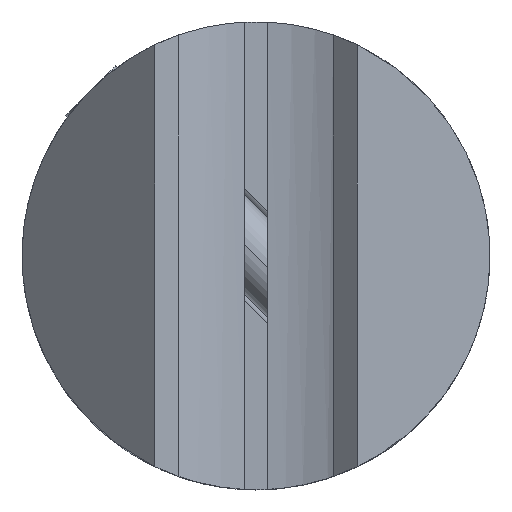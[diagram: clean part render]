
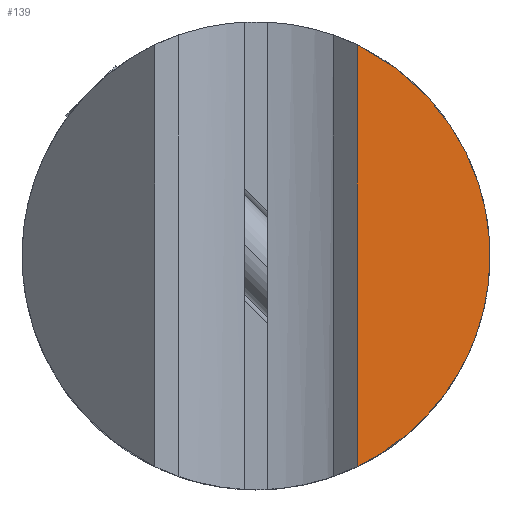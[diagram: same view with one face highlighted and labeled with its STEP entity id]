
A CAD part, top view. The second image highlights one B-rep face of the part: STEP entity #139.
In plain terms, the highlighted planar face has unit normal (0.707, 0, 0.707).
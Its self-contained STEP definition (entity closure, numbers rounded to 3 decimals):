
#31 =( BOUNDED_CURVE ( )  B_SPLINE_CURVE ( 3, ( #1387, #1771, #636, #70 ),
 .UNSPECIFIED., .F., .F. ) 
 B_SPLINE_CURVE_WITH_KNOTS ( ( 4, 4 ),
 ( 2.018, 4.265 ),
 .UNSPECIFIED. ) 
 CURVE ( )  GEOMETRIC_REPRESENTATION_ITEM ( )  RATIONAL_B_SPLINE_CURVE ( ( 1., 0.622, 0.622, 1. ) ) 
 REPRESENTATION_ITEM ( '' )  );
#70 = CARTESIAN_POINT ( 'NONE',  ( 8.65, -18.033, -9.113 ) ) ;
#139 = ADVANCED_FACE ( 'NONE', ( #1331 ), #412, .T. ) ;
#286 = AXIS2_PLACEMENT_3D ( 'NONE', #2064, #1882, #1695 ) ;
#288 = EDGE_LOOP ( 'NONE', ( #2336, #1611 ) ) ;
#335 = CARTESIAN_POINT ( 'NONE',  ( 8.65, 18.033, -9.113 ) ) ;
#412 = PLANE ( 'NONE',  #286 ) ;
#603 = EDGE_CURVE ( 'NONE', #2100, #1946, #31, .T. ) ;
#636 = CARTESIAN_POINT ( 'NONE',  ( 26.086, -9.669, -26.549 ) ) ;
#992 = CARTESIAN_POINT ( 'NONE',  ( 8.65, -18.033, -9.113 ) ) ;
#1025 = LINE ( 'NONE', #1775, #1366 ) ;
#1331 = FACE_OUTER_BOUND ( 'NONE', #288, .T. ) ;
#1366 = VECTOR ( 'NONE', #1404, 1000. ) ;
#1387 = CARTESIAN_POINT ( 'NONE',  ( 8.65, 18.033, -9.113 ) ) ;
#1404 = DIRECTION ( 'NONE',  ( 0., 1., 0. ) ) ;
#1611 = ORIENTED_EDGE ( 'NONE', *, *, #603, .F. ) ;
#1695 = DIRECTION ( 'NONE',  ( 0., -1., 0. ) ) ;
#1771 = CARTESIAN_POINT ( 'NONE',  ( 26.086, 9.669, -26.549 ) ) ;
#1775 = CARTESIAN_POINT ( 'NONE',  ( 8.65, 20., -9.113 ) ) ;
#1808 = EDGE_CURVE ( 'NONE', #1946, #2100, #1025, .T. ) ;
#1882 = DIRECTION ( 'NONE',  ( 0.707, 0., 0.707 ) ) ;
#1946 = VERTEX_POINT ( 'NONE', #992 ) ;
#2064 = CARTESIAN_POINT ( 'NONE',  ( 14.325, 20., -14.788 ) ) ;
#2100 = VERTEX_POINT ( 'NONE', #335 ) ;
#2336 = ORIENTED_EDGE ( 'NONE', *, *, #1808, .F. ) ;
